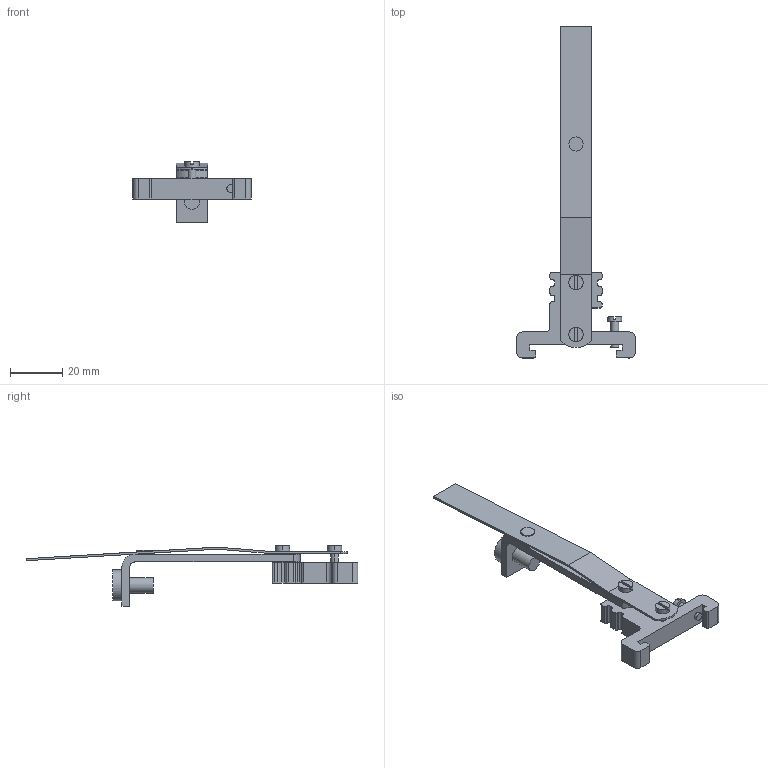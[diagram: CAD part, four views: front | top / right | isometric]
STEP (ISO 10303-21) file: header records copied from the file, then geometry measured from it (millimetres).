
FILE_DESCRIPTION(('SolidDesigner STEP Export'),'2;1');
FILE_NAME('1201565_UKT_NS_35-select.stp','2014-09-19T11:34:22',(''),(''),'Creo Elements/Direct Modeling STEP processor for AP214 (Solid Model)','Creo Elements/Direct Modeling 18.1 06-May-2012 (C) Parametric Technology GmbH','');
FILE_SCHEMA(('AUTOMOTIVE_DESIGN { 1 0 10303 214 1 1 1 1 }'));
Length unit declared in the file: millimetre
Products named in the file (2): 1201565_UKT_NS_35-select
Assembly tree (1 placements, depth 2):
  1201565_UKT_NS_35-select
    1201565_UKT_NS_35-select
Bounding box: 45.4 x 127.54 x 23.2 mm (x, y, z)
Volume: 10425.7 mm3; surface area: 9119.1 mm2
Topology: 1 solids, 1 shells, 141 faces, 381 edges, 254 vertices
Faces by surface type: plane 76, cylinder 63, cone 2
Entity records: 5304 total; most frequent: CARTESIAN_POINT 772, ORIENTED_EDGE 762, DIRECTION 699, EDGE_CURVE 381, VERTEX_POINT 254, AXIS2_PLACEMENT_3D 236, VECTOR 227, LINE 227
